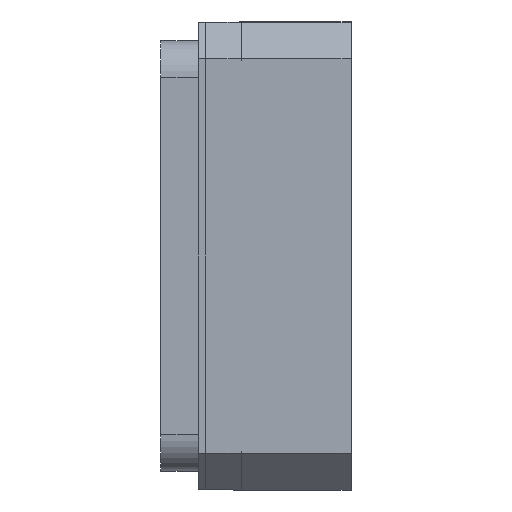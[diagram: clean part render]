
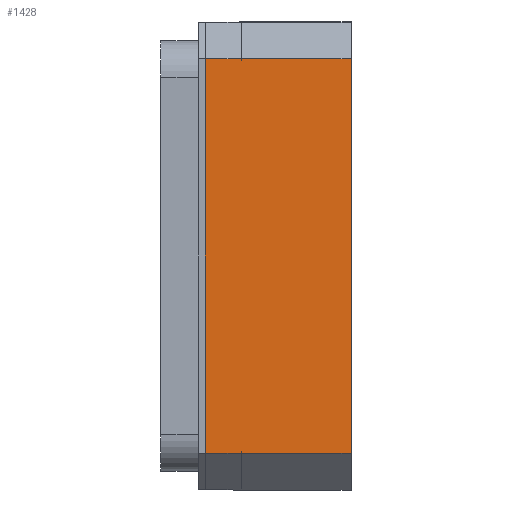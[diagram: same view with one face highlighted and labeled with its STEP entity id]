
A CAD part, left-side view. The second image highlights one B-rep face of the part: STEP entity #1428.
In plain terms, the highlighted planar face has unit normal (-1, 0, 0).
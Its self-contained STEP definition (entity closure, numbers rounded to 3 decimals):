
#17 = DIRECTION ( 'NONE',  ( 1., 0., 0. ) ) ;
#140 = CARTESIAN_POINT ( 'NONE',  ( -2.5, 0.996, 1.35 ) ) ;
#288 = CARTESIAN_POINT ( 'NONE',  ( -2.5, 8.536, 1.35 ) ) ;
#314 = DIRECTION ( 'NONE',  ( 0., 1., 0. ) ) ;
#323 = CARTESIAN_POINT ( 'NONE',  ( -2.5, 0.996, -1.35 ) ) ;
#364 = LINE ( 'NONE', #1191, #1979 ) ;
#429 = VECTOR ( 'NONE', #1608, 1000. ) ;
#529 = DIRECTION ( 'NONE',  ( 0., 0., 1. ) ) ;
#628 = LINE ( 'NONE', #2790, #1966 ) ;
#807 = LINE ( 'NONE', #1459, #2449 ) ;
#816 = ORIENTED_EDGE ( 'NONE', *, *, #2728, .T. ) ;
#821 = ORIENTED_EDGE ( 'NONE', *, *, #1683, .T. ) ;
#951 = LINE ( 'NONE', #1406, #429 ) ;
#966 = VERTEX_POINT ( 'NONE', #1487 ) ;
#976 = CARTESIAN_POINT ( 'NONE',  ( -2.5, 8.536, 1.35 ) ) ;
#1171 = DIRECTION ( 'NONE',  ( 0., -1., 0. ) ) ;
#1187 = EDGE_CURVE ( 'NONE', #1368, #1746, #628, .T. ) ;
#1191 = CARTESIAN_POINT ( 'NONE',  ( -2.5, 8.536, -1.35 ) ) ;
#1220 = DIRECTION ( 'NONE',  ( 0., 1., 0. ) ) ;
#1368 = VERTEX_POINT ( 'NONE', #1976 ) ;
#1390 = ORIENTED_EDGE ( 'NONE', *, *, #1486, .T. ) ;
#1406 = CARTESIAN_POINT ( 'NONE',  ( -2.5, 0., -1.6 ) ) ;
#1428 = ADVANCED_FACE ( 'NONE', ( #2671 ), #2697, .F. ) ;
#1459 = CARTESIAN_POINT ( 'NONE',  ( -2.5, 0.996, -1.35 ) ) ;
#1486 = EDGE_CURVE ( 'NONE', #2487, #1368, #364, .T. ) ;
#1487 = CARTESIAN_POINT ( 'NONE',  ( -2.5, 0., 1.35 ) ) ;
#1560 = ORIENTED_EDGE ( 'NONE', *, *, #2478, .F. ) ;
#1608 = DIRECTION ( 'NONE',  ( 0., 0., 1. ) ) ;
#1614 = VECTOR ( 'NONE', #1220, 1000. ) ;
#1633 = EDGE_CURVE ( 'NONE', #2666, #1797, #1787, .T. ) ;
#1683 = EDGE_CURVE ( 'NONE', #966, #2666, #2118, .T. ) ;
#1701 = EDGE_LOOP ( 'NONE', ( #1560, #1390, #2534, #816, #821, #2494 ) ) ;
#1746 = VERTEX_POINT ( 'NONE', #2321 ) ;
#1755 = CARTESIAN_POINT ( 'NONE',  ( -2.5, 0.75, 1.35 ) ) ;
#1775 = DIRECTION ( 'NONE',  ( 0., 0., -1. ) ) ;
#1787 = LINE ( 'NONE', #976, #1614 ) ;
#1797 = VERTEX_POINT ( 'NONE', #140 ) ;
#1966 = VECTOR ( 'NONE', #2386, 1000. ) ;
#1976 = CARTESIAN_POINT ( 'NONE',  ( -2.5, 0.75, -1.35 ) ) ;
#1979 = VECTOR ( 'NONE', #1171, 1000. ) ;
#2118 = LINE ( 'NONE', #288, #2203 ) ;
#2203 = VECTOR ( 'NONE', #314, 1000. ) ;
#2321 = CARTESIAN_POINT ( 'NONE',  ( -2.5, 0., -1.35 ) ) ;
#2386 = DIRECTION ( 'NONE',  ( 0., -1., 0. ) ) ;
#2449 = VECTOR ( 'NONE', #529, 1000. ) ;
#2458 = AXIS2_PLACEMENT_3D ( 'NONE', #2668, #17, #1775 ) ;
#2478 = EDGE_CURVE ( 'NONE', #2487, #1797, #807, .T. ) ;
#2487 = VERTEX_POINT ( 'NONE', #323 ) ;
#2494 = ORIENTED_EDGE ( 'NONE', *, *, #1633, .T. ) ;
#2534 = ORIENTED_EDGE ( 'NONE', *, *, #1187, .T. ) ;
#2666 = VERTEX_POINT ( 'NONE', #1755 ) ;
#2668 = CARTESIAN_POINT ( 'NONE',  ( -2.5, 8.536, -1.6 ) ) ;
#2671 = FACE_OUTER_BOUND ( 'NONE', #1701, .T. ) ;
#2697 = PLANE ( 'NONE',  #2458 ) ;
#2728 = EDGE_CURVE ( 'NONE', #1746, #966, #951, .T. ) ;
#2790 = CARTESIAN_POINT ( 'NONE',  ( -2.5, 0.75, -1.35 ) ) ;
